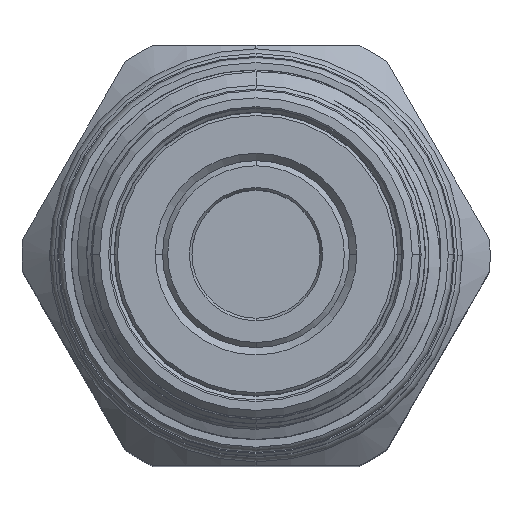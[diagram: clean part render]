
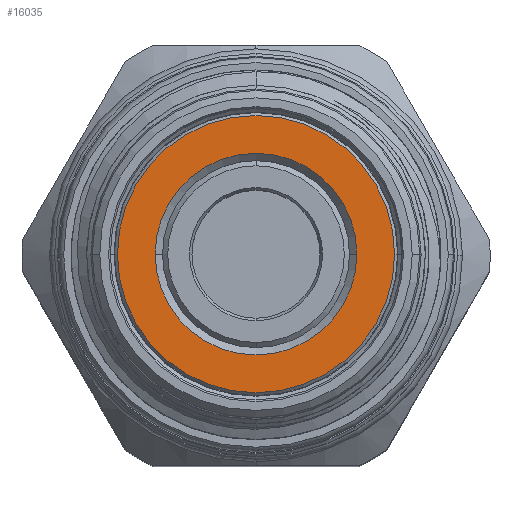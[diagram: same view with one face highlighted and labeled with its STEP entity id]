
A CAD part, top view. The second image highlights one B-rep face of the part: STEP entity #16035.
In plain terms, the highlighted planar face has unit normal (0, 0, 1).
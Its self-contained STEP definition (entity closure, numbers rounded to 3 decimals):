
#413 = CARTESIAN_POINT ( 'NONE',  ( 9.415, 0., 102.32 ) ) ;
#414 = CIRCLE ( 'NONE', #12012, 6.85 ) ;
#780 = AXIS2_PLACEMENT_3D ( 'NONE', #16251, #2211, #14910 ) ;
#1071 = DIRECTION ( 'NONE',  ( -1., 0., 0. ) ) ;
#1207 = ORIENTED_EDGE ( 'NONE', *, *, #11548, .T. ) ;
#1266 = EDGE_CURVE ( 'NONE', #1600, #8999, #11063, .T. ) ;
#1372 = EDGE_CURVE ( 'NONE', #14154, #13804, #3298, .T. ) ;
#1445 = EDGE_LOOP ( 'NONE', ( #2564, #14390 ) ) ;
#1600 = VERTEX_POINT ( 'NONE', #13992 ) ;
#1789 = CIRCLE ( 'NONE', #9015, 9.415 ) ;
#2211 = DIRECTION ( 'NONE',  ( 0., 0., 1. ) ) ;
#2225 = AXIS2_PLACEMENT_3D ( 'NONE', #14851, #4469, #8315 ) ;
#2447 = DIRECTION ( 'NONE',  ( -1., 0., 0. ) ) ;
#2564 = ORIENTED_EDGE ( 'NONE', *, *, #12102, .T. ) ;
#2996 = EDGE_LOOP ( 'NONE', ( #1207, #14724 ) ) ;
#3298 = CIRCLE ( 'NONE', #780, 9.415 ) ;
#3719 = PLANE ( 'NONE',  #14305 ) ;
#3807 = CARTESIAN_POINT ( 'NONE',  ( -9.415, 0., 102.32 ) ) ;
#4469 = DIRECTION ( 'NONE',  ( 0., 0., -1. ) ) ;
#4665 = FACE_OUTER_BOUND ( 'NONE', #2996, .T. ) ;
#5977 = CARTESIAN_POINT ( 'NONE',  ( 0., 0., 102.32 ) ) ;
#8315 = DIRECTION ( 'NONE',  ( 1., 0., 0. ) ) ;
#8999 = VERTEX_POINT ( 'NONE', #15137 ) ;
#9015 = AXIS2_PLACEMENT_3D ( 'NONE', #5977, #10799, #1071 ) ;
#9018 = FACE_BOUND ( 'NONE', #1445, .T. ) ;
#10662 = CARTESIAN_POINT ( 'NONE',  ( 0., 0., 102.32 ) ) ;
#10799 = DIRECTION ( 'NONE',  ( 0., 0., 1. ) ) ;
#11063 = CIRCLE ( 'NONE', #2225, 6.85 ) ;
#11184 = CARTESIAN_POINT ( 'NONE',  ( 9.615, 0., 102.32 ) ) ;
#11548 = EDGE_CURVE ( 'NONE', #13804, #14154, #1789, .T. ) ;
#11913 = DIRECTION ( 'NONE',  ( 1., 0., 0. ) ) ;
#12012 = AXIS2_PLACEMENT_3D ( 'NONE', #10662, #12223, #11913 ) ;
#12102 = EDGE_CURVE ( 'NONE', #8999, #1600, #414, .T. ) ;
#12223 = DIRECTION ( 'NONE',  ( 0., 0., -1. ) ) ;
#12665 = DIRECTION ( 'NONE',  ( 0., 0., 1. ) ) ;
#13804 = VERTEX_POINT ( 'NONE', #413 ) ;
#13992 = CARTESIAN_POINT ( 'NONE',  ( 6.85, 0., 102.32 ) ) ;
#14154 = VERTEX_POINT ( 'NONE', #3807 ) ;
#14305 = AXIS2_PLACEMENT_3D ( 'NONE', #11184, #12665, #2447 ) ;
#14390 = ORIENTED_EDGE ( 'NONE', *, *, #1266, .T. ) ;
#14724 = ORIENTED_EDGE ( 'NONE', *, *, #1372, .T. ) ;
#14851 = CARTESIAN_POINT ( 'NONE',  ( 0., 0., 102.32 ) ) ;
#14910 = DIRECTION ( 'NONE',  ( -1., 0., 0. ) ) ;
#15137 = CARTESIAN_POINT ( 'NONE',  ( -6.85, 0., 102.32 ) ) ;
#16035 = ADVANCED_FACE ( 'NONE', ( #4665, #9018 ), #3719, .T. ) ;
#16251 = CARTESIAN_POINT ( 'NONE',  ( 0., 0., 102.32 ) ) ;
